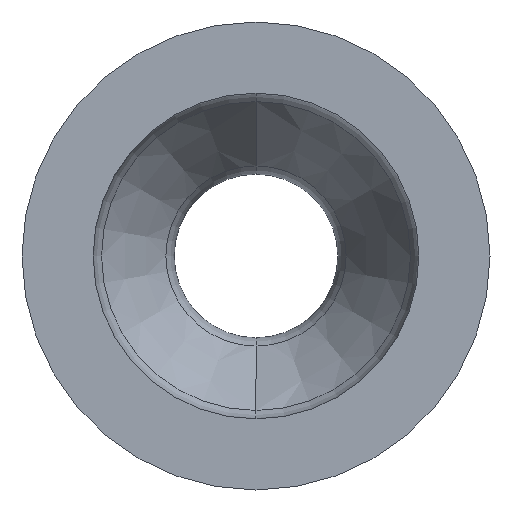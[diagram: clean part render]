
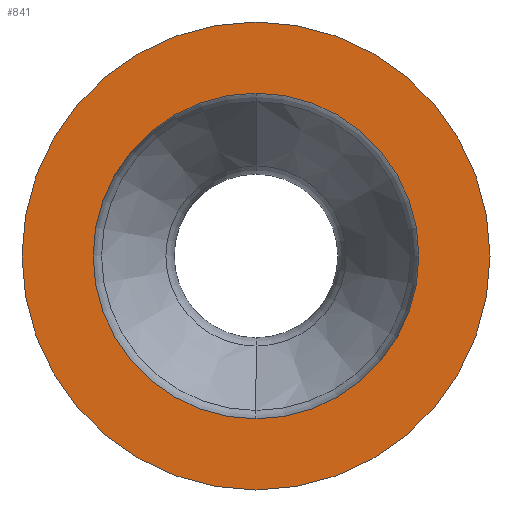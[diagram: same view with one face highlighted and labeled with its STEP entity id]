
A CAD part, left-side view. The second image highlights one B-rep face of the part: STEP entity #841.
In plain terms, the highlighted planar face has unit normal (-1, 0, 0).
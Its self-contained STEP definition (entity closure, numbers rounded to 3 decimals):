
#21 = VERTEX_POINT ( 'NONE', #749 ) ;
#44 = CIRCLE ( 'NONE', #647, 26.1 ) ;
#59 = CIRCLE ( 'NONE', #748, 37.5 ) ;
#61 = CIRCLE ( 'NONE', #737, 26.1 ) ;
#80 = CIRCLE ( 'NONE', #764, 37.5 ) ;
#207 = AXIS2_PLACEMENT_3D ( 'NONE', #850, #766, #763 ) ;
#305 = EDGE_CURVE ( 'NONE', #21, #541, #80, .T. ) ;
#310 = EDGE_LOOP ( 'NONE', ( #720, #714 ) ) ;
#311 = EDGE_LOOP ( 'NONE', ( #564, #719 ) ) ;
#337 = CARTESIAN_POINT ( 'NONE',  ( 0., 0., -37.5 ) ) ;
#342 = EDGE_CURVE ( 'NONE', #541, #21, #59, .T. ) ;
#345 = EDGE_CURVE ( 'NONE', #475, #502, #61, .T. ) ;
#397 = CARTESIAN_POINT ( 'NONE',  ( 0., 0., 26.1 ) ) ;
#469 = EDGE_CURVE ( 'NONE', #502, #475, #44, .T. ) ;
#475 = VERTEX_POINT ( 'NONE', #530 ) ;
#502 = VERTEX_POINT ( 'NONE', #397 ) ;
#523 = DIRECTION ( 'NONE',  ( 0., 0., 1. ) ) ;
#528 = DIRECTION ( 'NONE',  ( -1., 0., 0. ) ) ;
#529 = CARTESIAN_POINT ( 'NONE',  ( 0., 0., 0. ) ) ;
#530 = CARTESIAN_POINT ( 'NONE',  ( 0., 0., -26.1 ) ) ;
#541 = VERTEX_POINT ( 'NONE', #337 ) ;
#564 = ORIENTED_EDGE ( 'NONE', *, *, #469, .F. ) ;
#600 = FACE_BOUND ( 'NONE', #311, .T. ) ;
#647 = AXIS2_PLACEMENT_3D ( 'NONE', #529, #528, #523 ) ;
#713 = DIRECTION ( 'NONE',  ( 0., 0., 1. ) ) ;
#714 = ORIENTED_EDGE ( 'NONE', *, *, #342, .T. ) ;
#715 = DIRECTION ( 'NONE',  ( -1., 0., 0. ) ) ;
#716 = CARTESIAN_POINT ( 'NONE',  ( 0., 0., 0. ) ) ;
#719 = ORIENTED_EDGE ( 'NONE', *, *, #345, .F. ) ;
#720 = ORIENTED_EDGE ( 'NONE', *, *, #305, .T. ) ;
#723 = FACE_OUTER_BOUND ( 'NONE', #310, .T. ) ;
#725 = DIRECTION ( 'NONE',  ( 0., 0., 1. ) ) ;
#732 = DIRECTION ( 'NONE',  ( -1., 0., 0. ) ) ;
#733 = CARTESIAN_POINT ( 'NONE',  ( 0., 0., 0. ) ) ;
#737 = AXIS2_PLACEMENT_3D ( 'NONE', #716, #715, #713 ) ;
#748 = AXIS2_PLACEMENT_3D ( 'NONE', #733, #732, #725 ) ;
#749 = CARTESIAN_POINT ( 'NONE',  ( 0., 0., 37.5 ) ) ;
#759 = DIRECTION ( 'NONE',  ( 0., 0., 1. ) ) ;
#761 = DIRECTION ( 'NONE',  ( -1., 0., 0. ) ) ;
#763 = DIRECTION ( 'NONE',  ( 0., 0., -1. ) ) ;
#764 = AXIS2_PLACEMENT_3D ( 'NONE', #776, #761, #759 ) ;
#766 = DIRECTION ( 'NONE',  ( 1., 0., 0. ) ) ;
#776 = CARTESIAN_POINT ( 'NONE',  ( 0., 0., 0. ) ) ;
#792 = PLANE ( 'NONE',  #207 ) ;
#841 = ADVANCED_FACE ( 'NONE', ( #600, #723 ), #792, .F. ) ;
#850 = CARTESIAN_POINT ( 'NONE',  ( 0., 26.1, 0. ) ) ;
